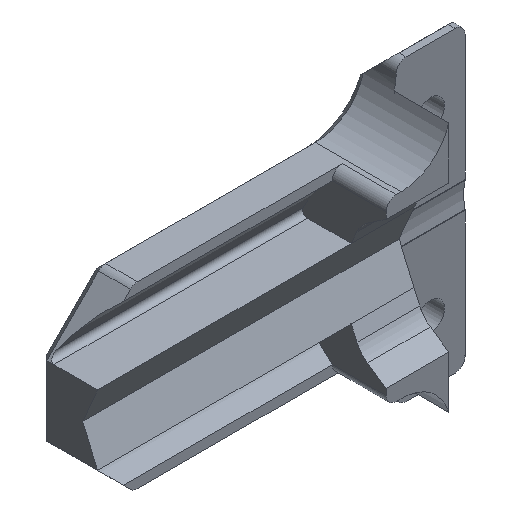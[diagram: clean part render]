
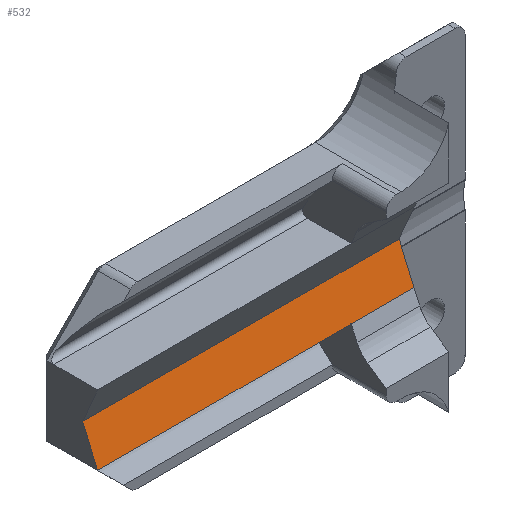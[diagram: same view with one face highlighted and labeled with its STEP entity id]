
A CAD part, isometric view. The second image highlights one B-rep face of the part: STEP entity #532.
In plain terms, the highlighted planar face has unit normal (0, -0.919, 0.394).
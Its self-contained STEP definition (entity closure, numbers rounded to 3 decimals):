
#532 = ADVANCED_FACE ( 'NONE', ( #4864 ), #4930, .T. ) ;
#1343 = ORIENTED_EDGE ( 'NONE', *, *, #4839, .T. ) ;
#1360 = CARTESIAN_POINT ( 'NONE',  ( -3.67, -5.854, -12.492 ) ) ;
#1639 = EDGE_CURVE ( 'NONE', #3306, #12003, #4886, .T. ) ;
#2759 = CARTESIAN_POINT ( 'NONE',  ( -35.47, -2., -3.5 ) ) ;
#2903 = ORIENTED_EDGE ( 'NONE', *, *, #1639, .F. ) ;
#3063 = EDGE_CURVE ( 'NONE', #12352, #13151, #7913, .T. ) ;
#3306 = VERTEX_POINT ( 'NONE', #2759 ) ;
#3683 = CARTESIAN_POINT ( 'NONE',  ( -35.47, -0.422, 0.181 ) ) ;
#4289 = VECTOR ( 'NONE', #6770, 1000. ) ;
#4674 = ORIENTED_EDGE ( 'NONE', *, *, #3063, .T. ) ;
#4839 = EDGE_CURVE ( 'NONE', #13151, #8370, #6338, .T. ) ;
#4864 = FACE_OUTER_BOUND ( 'NONE', #9520, .T. ) ;
#4886 = LINE ( 'NONE', #3683, #8694 ) ;
#4930 = PLANE ( 'NONE',  #5777 ) ;
#5407 = VECTOR ( 'NONE', #11678, 1000. ) ;
#5777 = AXIS2_PLACEMENT_3D ( 'NONE', #6068, #10179, #13091 ) ;
#6068 = CARTESIAN_POINT ( 'NONE',  ( 3.47, -0.422, 0.181 ) ) ;
#6338 = LINE ( 'NONE', #1360, #6352 ) ;
#6352 = VECTOR ( 'NONE', #8356, 1000. ) ;
#6770 = DIRECTION ( 'NONE',  ( 1., 0., 0. ) ) ;
#7549 = CARTESIAN_POINT ( 'NONE',  ( 0., -2., -3.5 ) ) ;
#7550 = CARTESIAN_POINT ( 'NONE',  ( -3.67, -2., -3.5 ) ) ;
#7584 = ORIENTED_EDGE ( 'NONE', *, *, #11981, .T. ) ;
#7913 = LINE ( 'NONE', #12035, #4289 ) ;
#8356 = DIRECTION ( 'NONE',  ( 0., 0.394, 0.919 ) ) ;
#8370 = VERTEX_POINT ( 'NONE', #8661 ) ;
#8661 = CARTESIAN_POINT ( 'NONE',  ( -3.67, -0.5, 0. ) ) ;
#8692 = DIRECTION ( 'NONE',  ( -1., 0., 0. ) ) ;
#8694 = VECTOR ( 'NONE', #12915, 1000. ) ;
#9036 = ORIENTED_EDGE ( 'NONE', *, *, #9798, .T. ) ;
#9520 = EDGE_LOOP ( 'NONE', ( #1343, #7584, #2903, #9036, #4674 ) ) ;
#9635 = LINE ( 'NONE', #12673, #10598 ) ;
#9798 = EDGE_CURVE ( 'NONE', #3306, #12352, #10525, .T. ) ;
#10179 = DIRECTION ( 'NONE',  ( 0., -0.919, 0.394 ) ) ;
#10525 = LINE ( 'NONE', #7549, #5407 ) ;
#10598 = VECTOR ( 'NONE', #8692, 1000. ) ;
#11185 = CARTESIAN_POINT ( 'NONE',  ( -35.47, -0.5, 0. ) ) ;
#11678 = DIRECTION ( 'NONE',  ( 1., 0., 0. ) ) ;
#11981 = EDGE_CURVE ( 'NONE', #8370, #12003, #9635, .T. ) ;
#12003 = VERTEX_POINT ( 'NONE', #11185 ) ;
#12035 = CARTESIAN_POINT ( 'NONE',  ( -12.923, -2., -3.5 ) ) ;
#12352 = VERTEX_POINT ( 'NONE', #12850 ) ;
#12673 = CARTESIAN_POINT ( 'NONE',  ( 3.47, -0.5, 0. ) ) ;
#12850 = CARTESIAN_POINT ( 'NONE',  ( -9.97, -2., -3.5 ) ) ;
#12915 = DIRECTION ( 'NONE',  ( 0., 0.394, 0.919 ) ) ;
#13091 = DIRECTION ( 'NONE',  ( 0., -0.394, -0.919 ) ) ;
#13151 = VERTEX_POINT ( 'NONE', #7550 ) ;
